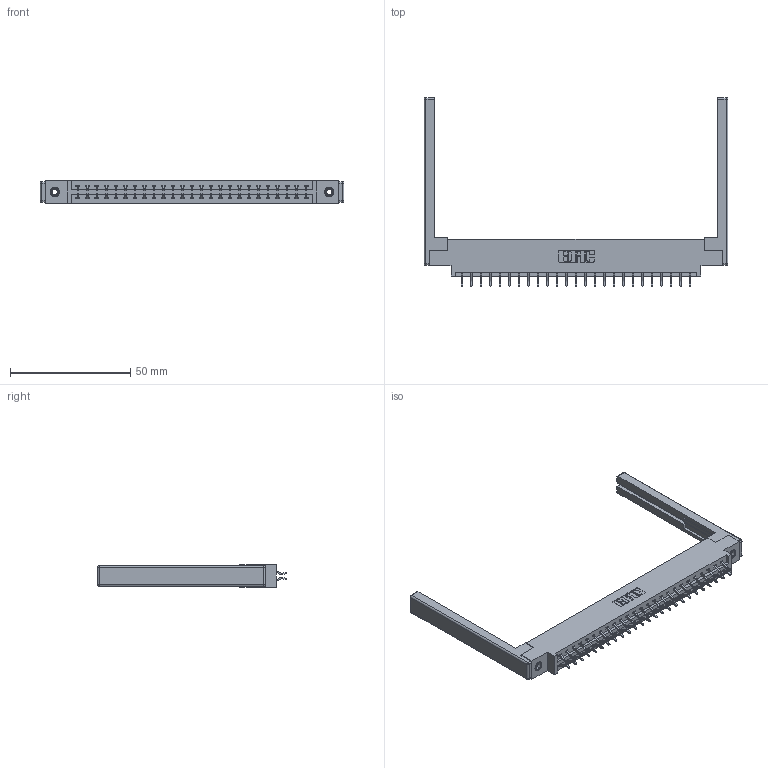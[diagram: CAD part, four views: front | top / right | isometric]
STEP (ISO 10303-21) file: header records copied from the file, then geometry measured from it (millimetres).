
FILE_DESCRIPTION (( 'STEP AP203' ), '1' );
FILE_NAME ('337-050-556-868.STEP', '2019-10-11T17:47:54', ( '' ), ( '' ), 'SwSTEP 2.0', 'SolidWorks 2016', '' );
FILE_SCHEMA (( 'CONFIG_CONTROL_DESIGN' ));
Length unit declared in the file: inch
Products named in the file (5): 345-250-001_345-250-001-102; 307-220-068; 345-292-001_556 Tail; 337-050-556-868; 337 Part_0.170 Offset - 0.156 Dia-TI
Assembly tree (55 placements, depth 2):
  337-050-556-868
    337 Part_0.170 Offset - 0.156 Dia-TI
    345-292-001_556 Tail  x50
    345-250-001_345-250-001-102  x2
    307-220-068  x2
Bounding box: 126.49 x 78.63 x 9.4 mm (x, y, z)
Volume: 17369.7 mm3; surface area: 18603.8 mm2
Topology: 55 solids, 55 shells, 3272 faces, 9663 edges, 6354 vertices
Faces by surface type: plane 2262, cylinder 986, cone 12, sphere 8, torus 4
Entity records: 24694 total; most frequent: CARTESIAN_POINT 4155, ORIENTED_EDGE 4068, DIRECTION 3624, EDGE_CURVE 2034, LINE 1848, VECTOR 1848, VERTEX_POINT 1346, AXIS2_PLACEMENT_3D 888
